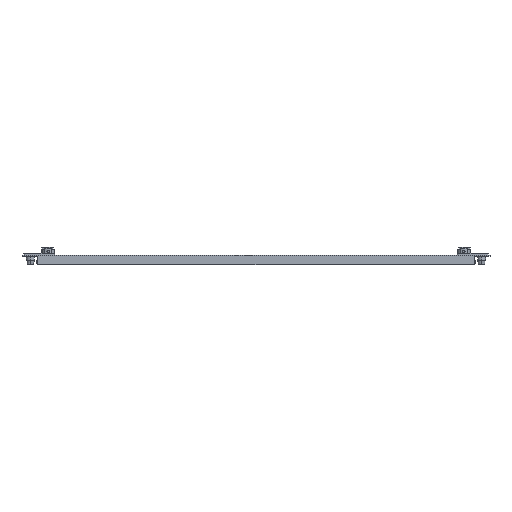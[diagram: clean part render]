
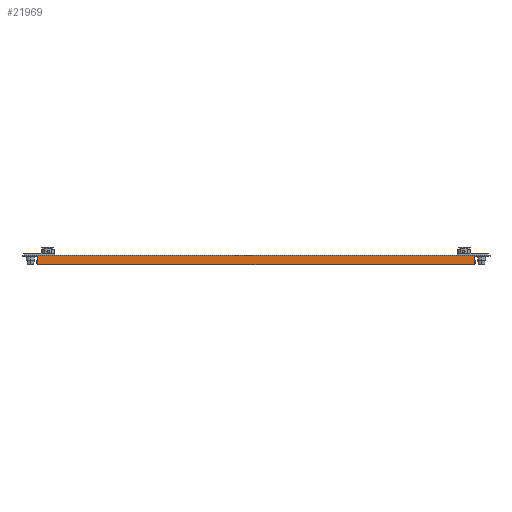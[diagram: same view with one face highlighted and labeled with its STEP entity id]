
A CAD part, front view. The second image highlights one B-rep face of the part: STEP entity #21969.
In plain terms, the highlighted planar face has unit normal (0, -1, 0).
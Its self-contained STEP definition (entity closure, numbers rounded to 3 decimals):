
#20524=DIRECTION('',(0.,0.,1.));
#20525=VECTOR('',#20524,1.);
#20526=CARTESIAN_POINT('',(500.,-100.,0.));
#20527=LINE('',#20526,#20525);
#21033=DIRECTION('',(1.,0.,0.));
#21034=VECTOR('',#21033,500.);
#21035=CARTESIAN_POINT('',(0.,-100.,1.));
#21036=LINE('',#21035,#21034);
#21040=DIRECTION('',(-1.,0.,0.));
#21041=VECTOR('',#21040,17.);
#21042=CARTESIAN_POINT('',(500.,-100.,0.));
#21043=LINE('',#21042,#21041);
#21047=DIRECTION('',(0.,0.,1.));
#21048=VECTOR('',#21047,9.);
#21049=CARTESIAN_POINT('',(17.,-100.,-9.));
#21050=LINE('',#21049,#21048);
#21054=DIRECTION('',(-1.,0.,0.));
#21055=VECTOR('',#21054,17.);
#21056=CARTESIAN_POINT('',(17.,-100.,0.));
#21057=LINE('',#21056,#21055);
#21061=DIRECTION('',(0.,0.,1.));
#21062=VECTOR('',#21061,1.);
#21063=CARTESIAN_POINT('',(0.,-100.,0.));
#21064=LINE('',#21063,#21062);
#21068=DIRECTION('',(0.,0.,1.));
#21069=VECTOR('',#21068,9.);
#21070=CARTESIAN_POINT('',(483.,-100.,-9.));
#21071=LINE('',#21070,#21069);
#21089=DIRECTION('',(1.,0.,0.));
#21090=VECTOR('',#21089,466.);
#21091=CARTESIAN_POINT('',(17.,-100.,-9.));
#21092=LINE('',#21091,#21090);
#21131=CARTESIAN_POINT('',(17.,-100.,0.));
#21132=CARTESIAN_POINT('',(0.,-100.,0.));
#21133=VERTEX_POINT('',#21131);
#21134=VERTEX_POINT('',#21132);
#21139=CARTESIAN_POINT('',(483.,-100.,0.));
#21140=VERTEX_POINT('',#21139);
#21141=CARTESIAN_POINT('',(500.,-100.,0.));
#21142=VERTEX_POINT('',#21141);
#21175=CARTESIAN_POINT('',(500.,-100.,1.));
#21176=VERTEX_POINT('',#21175);
#21177=CARTESIAN_POINT('',(0.,-100.,1.));
#21178=VERTEX_POINT('',#21177);
#21211=CARTESIAN_POINT('',(483.,-100.,-9.));
#21212=VERTEX_POINT('',#21211);
#21213=CARTESIAN_POINT('',(17.,-100.,-9.));
#21214=VERTEX_POINT('',#21213);
#21951=CARTESIAN_POINT('',(0.,-100.,1.));
#21952=DIRECTION('',(0.,-1.,0.));
#21953=DIRECTION('',(1.,0.,0.));
#21954=AXIS2_PLACEMENT_3D('',#21951,#21952,#21953);
#21955=PLANE('',#21954);
#21956=ORIENTED_EDGE('',*,*,#21420,.T.);
#21957=ORIENTED_EDGE('',*,*,#21407,.F.);
#21958=ORIENTED_EDGE('',*,*,#21318,.T.);
#21960=ORIENTED_EDGE('',*,*,#21959,.F.);
#21962=ORIENTED_EDGE('',*,*,#21961,.F.);
#21964=ORIENTED_EDGE('',*,*,#21963,.T.);
#21965=ORIENTED_EDGE('',*,*,#21310,.T.);
#21966=ORIENTED_EDGE('',*,*,#21946,.T.);
#21967=EDGE_LOOP('',(#21956,#21957,#21958,#21960,#21962,#21964,#21965,#21966));
#21968=FACE_OUTER_BOUND('',#21967,.F.);
#21310=EDGE_CURVE('',#21133,#21134,#21057,.T.);
#21318=EDGE_CURVE('',#21142,#21140,#21043,.T.);
#21407=EDGE_CURVE('',#21142,#21176,#20527,.T.);
#21420=EDGE_CURVE('',#21178,#21176,#21036,.T.);
#21946=EDGE_CURVE('',#21134,#21178,#21064,.T.);
#21959=EDGE_CURVE('',#21212,#21140,#21071,.T.);
#21961=EDGE_CURVE('',#21214,#21212,#21092,.T.);
#21963=EDGE_CURVE('',#21214,#21133,#21050,.T.);
#21969=ADVANCED_FACE('',(#21968),#21955,.T.);
